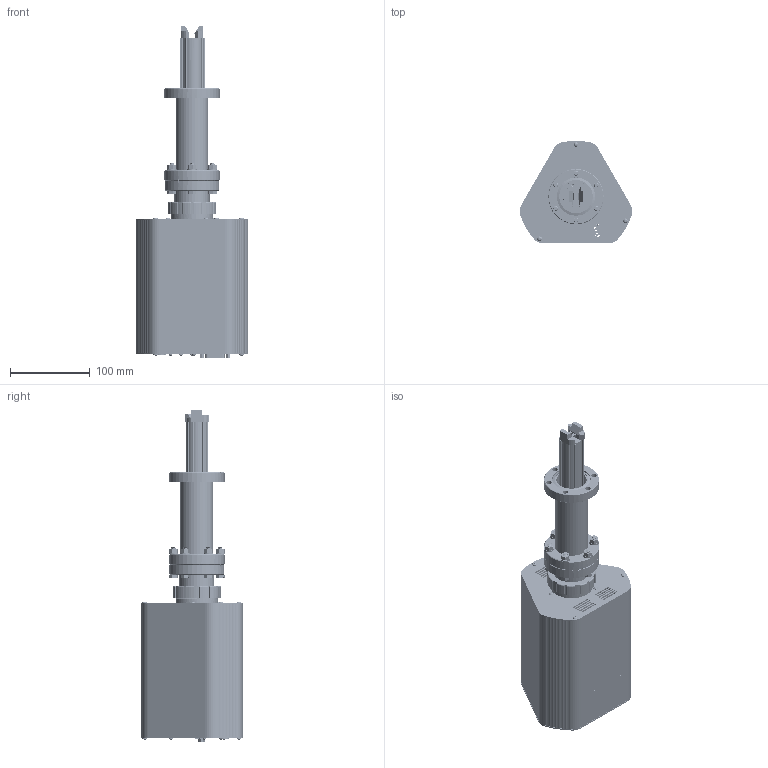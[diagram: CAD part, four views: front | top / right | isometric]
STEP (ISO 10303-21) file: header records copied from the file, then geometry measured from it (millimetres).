
FILE_DESCRIPTION(/* description */ (''),/* implementation_level */ '2;1');
FILE_NAME(/* name */ 'PTM16131210-REV1.stp',/* time_stamp */ '2018-01-10T15:16:06-05:00',/* author */ (''),/* organization */ (''),/* preprocessor_version */ 'ST-DEVELOPER v16',/* originating_system */ 'SIEMENS PLM Software NX 10.0',/* authorisation */ '');
FILE_SCHEMA (('AP203_CONFIGURATION_CONTROLLED_3D_DESIGN_OF_MECHANICAL_PARTS_AND_ASSEMBLIES_MIM_LF { 1 0 10303 403 2 1 2}'));
Bounding box: 141.72 x 128.16 x 416.97 mm (x, y, z)
Volume: 629743.3 mm3; surface area: 447682.4 mm2
Topology: 91 solids, 391 shells, 3208 faces, 9468 edges, 6818 vertices
Faces by surface type: plane 1512, cylinder 1129, cone 400, bspline 112, torus 27, revolution 24, sphere 4
Full cylindrical faces by diameter (mm): 0.635 x15, 0.716 x4, 0.762 x4, 1.1 x2, 1.143 x15, 1.575 x23, 1.6 x7, 1.68 x2, 1.778 x2, 1.905 x1, 2.05 x3, 2.083 x15, 2.184 x2, 2.261 x2, 2.413 x2, 2.438 x6, 2.489 x2, 2.5 x8, 2.8 x1, 2.84 x2, 2.845 x2, 3 x13, 3.048 x19, 3.099 x2, 3.1 x3, 3.15 x2, 3.175 x1, 3.21 x1, 3.264 x1, 3.277 x4
Entity records: 167281 total; most frequent: CRTPNT 88137, ORNEDG 16430, DRCTN 14786, EDGCRV 8834, VRTPNT 6655, A2PL3D 5254, LINE 4254, VECTOR 4254
